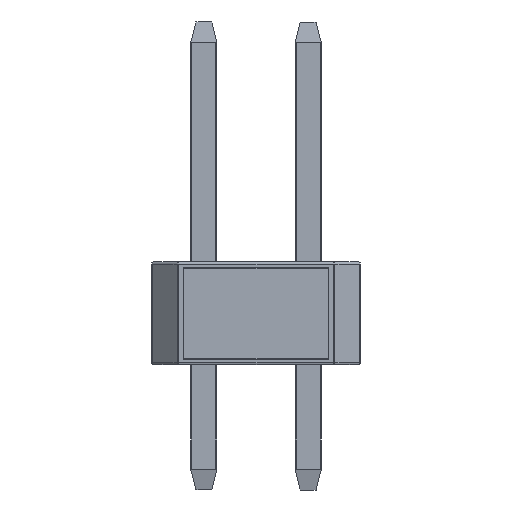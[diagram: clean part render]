
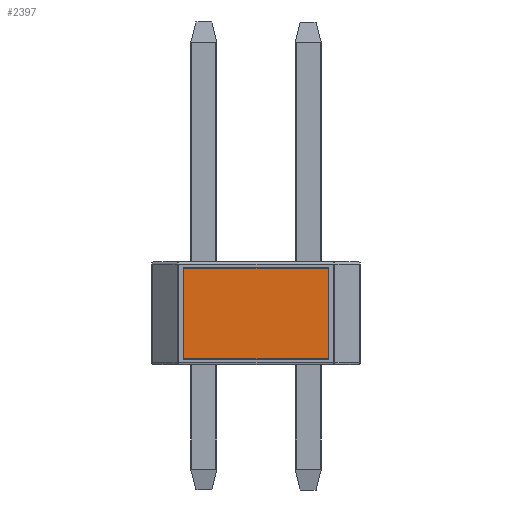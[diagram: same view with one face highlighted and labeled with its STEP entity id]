
A CAD part, left-side view. The second image highlights one B-rep face of the part: STEP entity #2397.
In plain terms, the highlighted planar face has unit normal (-1, 0, 0).
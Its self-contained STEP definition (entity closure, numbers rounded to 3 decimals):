
#446=FACE_OUTER_BOUND('',#572,.T.);
#572=EDGE_LOOP('',(#1974,#1975,#1976,#1977));
#711=LINE('',#3736,#927);
#712=LINE('',#3741,#928);
#715=LINE('',#3749,#931);
#717=LINE('',#3752,#933);
#927=VECTOR('',#2975,10.);
#928=VECTOR('',#2980,10.);
#931=VECTOR('',#2989,10.);
#933=VECTOR('',#2993,10.);
#1124=VERTEX_POINT('',#3733);
#1125=VERTEX_POINT('',#3735);
#1126=VERTEX_POINT('',#3739);
#1127=VERTEX_POINT('',#3740);
#1340=EDGE_CURVE('',#1125,#1124,#711,.T.);
#1342=EDGE_CURVE('',#1126,#1127,#712,.T.);
#1347=EDGE_CURVE('',#1124,#1126,#715,.T.);
#1349=EDGE_CURVE('',#1127,#1125,#717,.T.);
#1974=ORIENTED_EDGE('',*,*,#1347,.T.);
#1975=ORIENTED_EDGE('',*,*,#1342,.T.);
#1976=ORIENTED_EDGE('',*,*,#1349,.T.);
#1977=ORIENTED_EDGE('',*,*,#1340,.T.);
#2160=PLANE('',#2643);
#2397=ADVANCED_FACE('',(#446),#2160,.T.);
#2643=AXIS2_PLACEMENT_3D('',#3950,#3244,#3245);
#2975=DIRECTION('',(0.,1.,0.));
#2980=DIRECTION('',(0.,-1.,0.));
#2989=DIRECTION('',(0.,0.,-1.));
#2993=DIRECTION('',(0.,0.,1.));
#3244=DIRECTION('center_axis',(-1.,0.,0.));
#3245=DIRECTION('ref_axis',(0.,0.,1.));
#3733=CARTESIAN_POINT('',(-1.27,3.023,2.35));
#3735=CARTESIAN_POINT('',(-1.27,-0.488,2.35));
#3736=CARTESIAN_POINT('',(-1.27,3.023,2.35));
#3739=CARTESIAN_POINT('',(-1.27,3.023,0.15));
#3740=CARTESIAN_POINT('',(-1.27,-0.488,0.15));
#3741=CARTESIAN_POINT('',(-1.27,-0.488,0.15));
#3749=CARTESIAN_POINT('',(-1.27,3.023,0.15));
#3752=CARTESIAN_POINT('',(-1.27,-0.488,2.35));
#3950=CARTESIAN_POINT('Origin',(-1.27,1.268,1.25));
